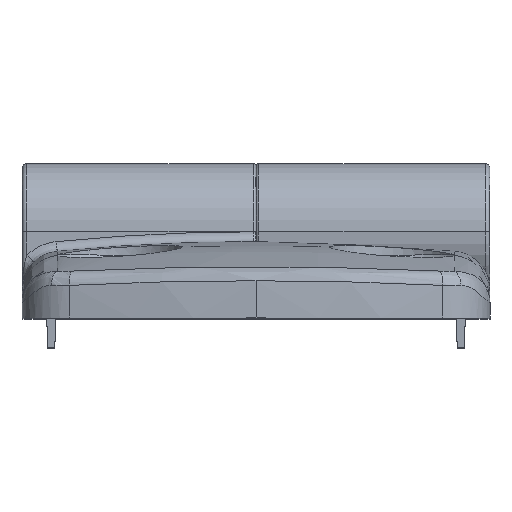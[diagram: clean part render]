
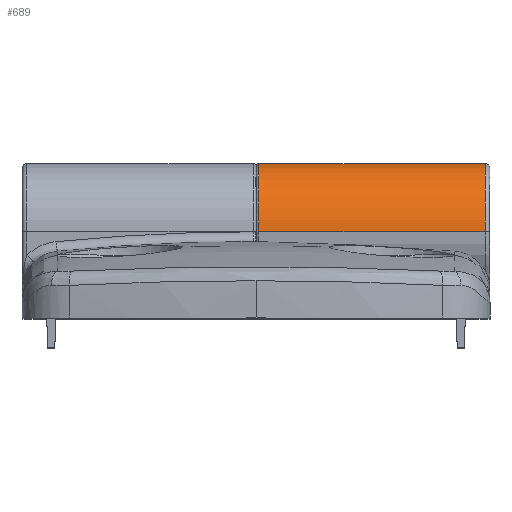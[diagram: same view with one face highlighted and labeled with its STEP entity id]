
A CAD part, top view. The second image highlights one B-rep face of the part: STEP entity #689.
In plain terms, the highlighted cylindrical face has radius 7 mm (diameter 14 mm), a partial arc.
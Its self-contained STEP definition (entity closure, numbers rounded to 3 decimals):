
#13 = AXIS2_PLACEMENT_3D ( 'NONE', #629, #2827, #2509 ) ;
#130 = CIRCLE ( 'NONE', #3442, 7. ) ;
#347 = CARTESIAN_POINT ( 'NONE',  ( 0.3, 8.9, -7. ) ) ;
#350 = ORIENTED_EDGE ( 'NONE', *, *, #1761, .T. ) ;
#381 = EDGE_CURVE ( 'NONE', #1891, #726, #3314, .T. ) ;
#438 = CARTESIAN_POINT ( 'NONE',  ( 0.3, 8.9, 0. ) ) ;
#563 = EDGE_LOOP ( 'NONE', ( #1249, #821, #3404, #350 ) ) ;
#629 = CARTESIAN_POINT ( 'NONE',  ( 24., 8.9, 0. ) ) ;
#689 = ADVANCED_FACE ( 'NONE', ( #1879 ), #942, .T. ) ;
#715 = LINE ( 'NONE', #1524, #3863 ) ;
#726 = VERTEX_POINT ( 'NONE', #3785 ) ;
#747 = DIRECTION ( 'NONE',  ( 0., 0., -1. ) ) ;
#821 = ORIENTED_EDGE ( 'NONE', *, *, #2171, .T. ) ;
#942 = CYLINDRICAL_SURFACE ( 'NONE', #13, 7. ) ;
#1132 = VERTEX_POINT ( 'NONE', #347 ) ;
#1229 = VERTEX_POINT ( 'NONE', #1385 ) ;
#1249 = ORIENTED_EDGE ( 'NONE', *, *, #381, .F. ) ;
#1385 = CARTESIAN_POINT ( 'NONE',  ( 23.5, 8.9, -7. ) ) ;
#1524 = CARTESIAN_POINT ( 'NONE',  ( 24., 8.9, -7. ) ) ;
#1545 = CARTESIAN_POINT ( 'NONE',  ( 24., 8.9, 7. ) ) ;
#1548 = EDGE_CURVE ( 'NONE', #1229, #1132, #715, .T. ) ;
#1646 = VECTOR ( 'NONE', #2816, 1000. ) ;
#1761 = EDGE_CURVE ( 'NONE', #1132, #726, #130, .T. ) ;
#1794 = CARTESIAN_POINT ( 'NONE',  ( 23.5, 8.9, 0. ) ) ;
#1879 = FACE_OUTER_BOUND ( 'NONE', #563, .T. ) ;
#1891 = VERTEX_POINT ( 'NONE', #2982 ) ;
#2110 = DIRECTION ( 'NONE',  ( 0., 0., 1. ) ) ;
#2171 = EDGE_CURVE ( 'NONE', #1891, #1229, #2658, .T. ) ;
#2310 = AXIS2_PLACEMENT_3D ( 'NONE', #1794, #3991, #2110 ) ;
#2509 = DIRECTION ( 'NONE',  ( 0., 0., 1. ) ) ;
#2637 = DIRECTION ( 'NONE',  ( 1., 0., 0. ) ) ;
#2658 = CIRCLE ( 'NONE', #2310, 7. ) ;
#2816 = DIRECTION ( 'NONE',  ( -1., 0., 0. ) ) ;
#2827 = DIRECTION ( 'NONE',  ( -1., 0., 0. ) ) ;
#2982 = CARTESIAN_POINT ( 'NONE',  ( 23.5, 8.9, 7. ) ) ;
#3314 = LINE ( 'NONE', #1545, #1646 ) ;
#3404 = ORIENTED_EDGE ( 'NONE', *, *, #1548, .T. ) ;
#3442 = AXIS2_PLACEMENT_3D ( 'NONE', #438, #2637, #747 ) ;
#3785 = CARTESIAN_POINT ( 'NONE',  ( 0.3, 8.9, 7. ) ) ;
#3863 = VECTOR ( 'NONE', #4031, 1000. ) ;
#3991 = DIRECTION ( 'NONE',  ( -1., 0., 0. ) ) ;
#4031 = DIRECTION ( 'NONE',  ( -1., 0., 0. ) ) ;
